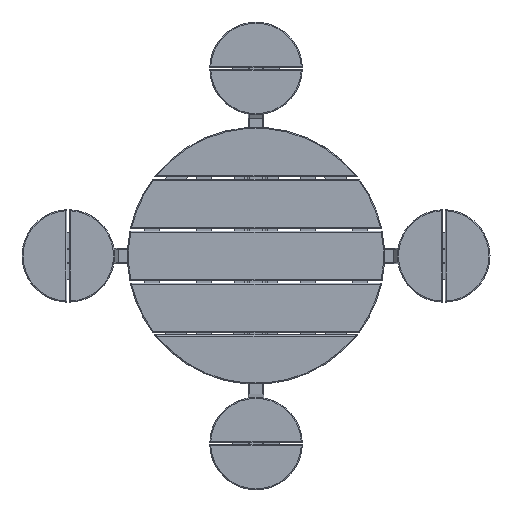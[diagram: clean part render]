
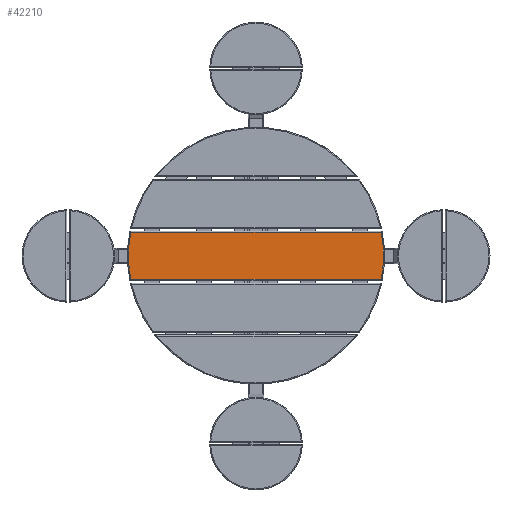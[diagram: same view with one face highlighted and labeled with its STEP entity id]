
A CAD part, top view. The second image highlights one B-rep face of the part: STEP entity #42210.
In plain terms, the highlighted face is planar.
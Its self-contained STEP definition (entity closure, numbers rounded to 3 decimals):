
#19106=CIRCLE('',#41071,496.);
#19107=CIRCLE('',#41073,496.);
#22611=ORIENTED_EDGE('',*,*,#27939,.T.);
#22612=ORIENTED_EDGE('',*,*,#27940,.T.);
#22613=ORIENTED_EDGE('',*,*,#27941,.T.);
#22614=ORIENTED_EDGE('',*,*,#27936,.T.);
#23784=VECTOR('',#33811,1.);
#23785=VECTOR('',#33814,1.);
#24909=LINE('',#39613,#23784);
#24910=LINE('',#39616,#23785);
#26157=VERTEX_POINT('',#39492);
#26158=VERTEX_POINT('',#39493);
#26159=VERTEX_POINT('',#39612);
#26160=VERTEX_POINT('',#39614);
#27936=EDGE_CURVE('',#26157,#26158,#19106,.T.);
#27939=EDGE_CURVE('',#26158,#26159,#24909,.T.);
#27940=EDGE_CURVE('',#26159,#26160,#19107,.T.);
#27941=EDGE_CURVE('',#26160,#26157,#24910,.T.);
#29008=EDGE_LOOP('',(#22611,#22612,#22613,#22614));
#30134=FACE_BOUND('',#29008,.T.);
#33807=DIRECTION('',(0.,0.,-1.));
#33808=DIRECTION('',(-496.,0.,0.));
#33809=DIRECTION('',(0.,0.,-1.));
#33810=DIRECTION('',(0.,1.,0.));
#33811=DIRECTION('',(974.786,0.,0.));
#33812=DIRECTION('',(0.,0.,-1.));
#33813=DIRECTION('',(496.,0.,0.));
#33814=DIRECTION('',(-974.786,0.,0.));
#39492=CARTESIAN_POINT('',(12.607,-188.,-16.5));
#39493=CARTESIAN_POINT('',(12.607,-4.,-16.5));
#39494=CARTESIAN_POINT('',(500.,-96.,-16.5));
#39611=CARTESIAN_POINT('',(1000.,-192.,-16.5));
#39612=CARTESIAN_POINT('',(987.393,-4.,-16.5));
#39613=CARTESIAN_POINT('',(12.607,-4.,-16.5));
#39614=CARTESIAN_POINT('',(987.393,-188.,-16.5));
#39615=CARTESIAN_POINT('',(500.,-96.,-16.5));
#39616=CARTESIAN_POINT('',(987.393,-188.,-16.5));
#41071=AXIS2_PLACEMENT_3D('',#39494,#33807,#33808);
#41072=AXIS2_PLACEMENT_3D('',#39611,#33809,#33810);
#41073=AXIS2_PLACEMENT_3D('',#39615,#33812,#33813);
#41508=PLANE('',#41072);
#42210=ADVANCED_FACE('',(#30134),#41508,.T.);
